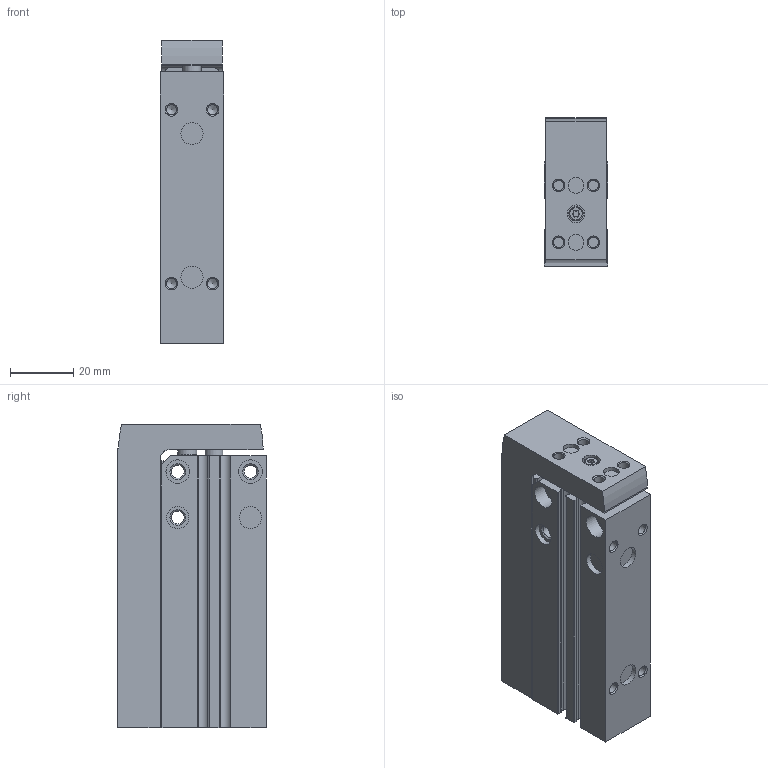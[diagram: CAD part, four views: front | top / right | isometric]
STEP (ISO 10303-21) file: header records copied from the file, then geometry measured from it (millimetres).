
FILE_DESCRIPTION(/* description */ ('STEP AP214'),/* implementation_level */ '2;1');
FILE_NAME(/* name */ '8164066_DGSS-10-50-E1A',/* time_stamp */ '2024-08-14T14:04:38+02:00',/* author */ ('License CC BY-ND 4.0'),/* organization */ ('CADENAS'),/* preprocessor_version */ 'ST-DEVELOPER v19.3',/* originating_system */ 'PARTsolutions',/* authorisation */ ' ');
FILE_SCHEMA (('AUTOMOTIVE_DESIGN {1 0 10303 214 3 1 1}'));
Length unit declared in the file: millimetre
Products named in the file (3): 8164066 DGSS-10-50-E1A---(0_high); 8147514 DGSS-10-50---(high_h); 8147514 DGSS-10-50---(high_s)
Assembly tree (2 placements, depth 2):
  8164066 DGSS-10-50-E1A---(0_high)
    8147514 DGSS-10-50---(high_h)
    8147514 DGSS-10-50---(high_s)
Bounding box: 20 x 47 x 96 mm (x, y, z)
Volume: 66454.6 mm3; surface area: 33663.2 mm2
Topology: 2 solids, 2 shells, 392 faces, 963 edges, 625 vertices
Faces by surface type: cylinder 173, plane 163, cone 49, torus 7
Full cylindrical faces by diameter (mm): 2.013 x8, 3.242 x14, 4 x2, 4.134 x6, 4.5 x1, 4.8 x1, 5 x4, 5.5 x5, 5.6 x3, 6 x1, 6.3 x5, 7 x7, 7.5 x4, 10 x2
Entity records: 12452 total; most frequent: DIRECTION 2006, CARTESIAN_POINT 1844, ORIENTED_EDGE 1646, EDGE_CURVE 823, AXIS2_PLACEMENT_3D 790, VERTEX_POINT 614, FACE_BOUND 589, EDGE_LOOP 579
